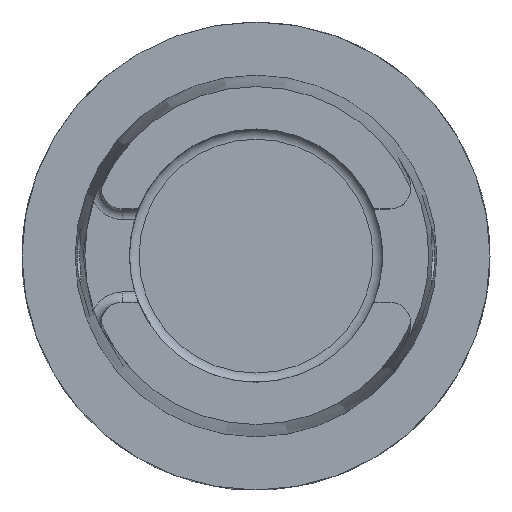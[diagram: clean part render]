
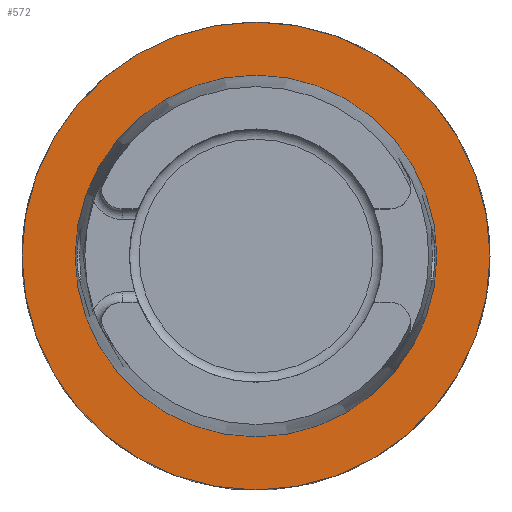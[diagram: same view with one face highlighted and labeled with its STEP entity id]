
A CAD part, top view. The second image highlights one B-rep face of the part: STEP entity #572.
In plain terms, the highlighted planar face has unit normal (0, 0, 1).
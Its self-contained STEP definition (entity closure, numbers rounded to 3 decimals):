
#446=PLANE('',#1987);
#572=ADVANCED_FACE('',(#678,#679),#446,.F.);
#678=FACE_BOUND('',#771,.T.);
#679=FACE_BOUND('',#772,.T.);
#771=EDGE_LOOP('',(#1063));
#772=EDGE_LOOP('',(#1064));
#1063=ORIENTED_EDGE('',*,*,#1612,.F.);
#1064=ORIENTED_EDGE('',*,*,#1687,.T.);
#1426=VERTEX_POINT('',#3056);
#1478=VERTEX_POINT('',#3349);
#1612=EDGE_CURVE('',#1426,#1426,#1823,.T.);
#1687=EDGE_CURVE('',#1478,#1478,#1840,.T.);
#1823=CIRCLE('',#1951,31.47);
#1840=CIRCLE('',#1985,24.321);
#1951=AXIS2_PLACEMENT_3D('',#3055,#2223,#2224);
#1985=AXIS2_PLACEMENT_3D('',#3348,#2329,#2330);
#1987=AXIS2_PLACEMENT_3D('',#3351,#2333,#2334);
#2223=DIRECTION('',(0.,0.,-1.));
#2224=DIRECTION('',(1.,0.,0.));
#2329=DIRECTION('',(0.,0.,-1.));
#2330=DIRECTION('',(1.,0.,0.));
#2333=DIRECTION('',(0.,0.,-1.));
#2334=DIRECTION('',(1.,0.,0.));
#3055=CARTESIAN_POINT('',(0.,0.,0.));
#3056=CARTESIAN_POINT('',(31.47,0.,0.));
#3348=CARTESIAN_POINT('',(0.,0.,0.));
#3349=CARTESIAN_POINT('',(24.321,0.,0.));
#3351=CARTESIAN_POINT('',(0.,-25.43,0.));
